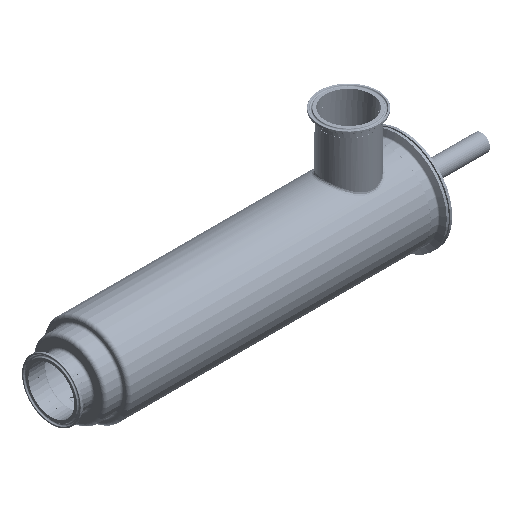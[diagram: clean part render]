
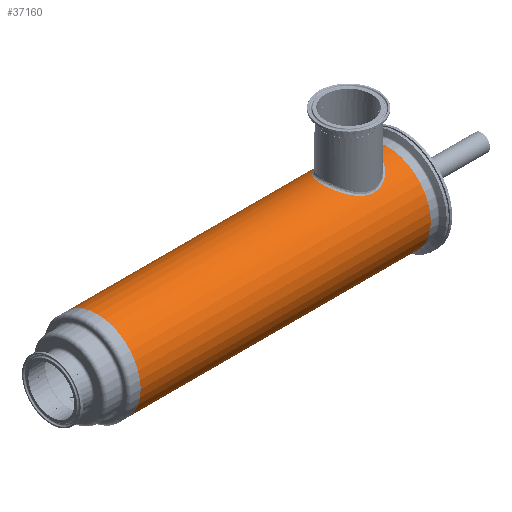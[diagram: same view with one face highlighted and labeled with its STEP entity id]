
A CAD part, isometric view. The second image highlights one B-rep face of the part: STEP entity #37160.
In plain terms, the highlighted cylindrical face has radius 57.15 mm (diameter 114.3 mm), a full revolution.
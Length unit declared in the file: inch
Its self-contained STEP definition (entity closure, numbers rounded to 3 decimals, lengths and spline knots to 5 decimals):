
#75=B_SPLINE_CURVE_WITH_KNOTS('',3,(#44314,#44315,#44316,#44317,#44318,
#44319,#44320,#44321,#44322,#44323,#44324,#44325,#44326,#44327,#44328,#44329,
#44330,#44331,#44332,#44333,#44334,#44335,#44336,#44337),.UNSPECIFIED.,
 .T.,.F.,(4,1,1,1,1,1,1,1,1,1,1,1,1,1,1,1,1,1,1,1,1,4),(-19.63715,
-18.93582,-18.2345,-16.83184,-15.89674,
-14.96164,-14.02654,-13.09143,-12.15633,
-11.22123,-10.28613,-9.35102,-8.41592,
-7.48082,-6.54572,-5.61061,-4.90929,
-4.20796,-2.80531,-1.40265,-0.70133,
0.),.UNSPECIFIED.);
#4579=LINE('',#44346,#5721);
#5721=VECTOR('',#40239,2.25);
#6860=CYLINDRICAL_SURFACE('',#38656,2.25);
#8015=FACE_BOUND('',#11493,.T.);
#10283=FACE_OUTER_BOUND('',#11492,.T.);
#11492=EDGE_LOOP('',(#25739,#25740,#25741,#25742));
#11493=EDGE_LOOP('',(#25743));
#14988=CIRCLE('',#38657,2.25);
#14989=CIRCLE('',#38658,2.25);
#15173=VERTEX_POINT('',#44282);
#15177=VERTEX_POINT('',#44343);
#15178=VERTEX_POINT('',#44345);
#19824=EDGE_CURVE('',#15173,#15173,#75,.T.);
#19827=EDGE_CURVE('',#15177,#15177,#14988,.T.);
#19828=EDGE_CURVE('',#15177,#15178,#4579,.T.);
#19829=EDGE_CURVE('',#15178,#15178,#14989,.T.);
#25739=ORIENTED_EDGE('',*,*,#19827,.F.);
#25740=ORIENTED_EDGE('',*,*,#19828,.T.);
#25741=ORIENTED_EDGE('',*,*,#19829,.F.);
#25742=ORIENTED_EDGE('',*,*,#19828,.F.);
#25743=ORIENTED_EDGE('',*,*,#19824,.F.);
#37160=ADVANCED_FACE('',(#10283,#8015),#6860,.T.);
#38656=AXIS2_PLACEMENT_3D('',#44342,#40235,#40236);
#38657=AXIS2_PLACEMENT_3D('',#44344,#40237,#40238);
#38658=AXIS2_PLACEMENT_3D('',#44347,#40240,#40241);
#40235=DIRECTION('center_axis',(0.,0.,1.));
#40236=DIRECTION('ref_axis',(-1.,0.,0.));
#40237=DIRECTION('center_axis',(0.,0.,
1.));
#40238=DIRECTION('ref_axis',(-1.,0.,0.));
#40239=DIRECTION('',(0.,0.,-1.));
#40240=DIRECTION('center_axis',(0.,0.,-1.));
#40241=DIRECTION('ref_axis',(-1.,0.,0.));
#44282=CARTESIAN_POINT('',(1.30263,1.83457,13.));
#44314=CARTESIAN_POINT('Ctrl Pts',(1.30263,1.83457,13.));
#44315=CARTESIAN_POINT('Ctrl Pts',(1.30263,1.83457,12.89458));
#44316=CARTESIAN_POINT('Ctrl Pts',(1.27941,1.85136,12.68386));
#44317=CARTESIAN_POINT('Ctrl Pts',(1.14665,1.94004,12.29375));
#44318=CARTESIAN_POINT('Ctrl Pts',(0.88472,2.08253,11.94871));
#44319=CARTESIAN_POINT('Ctrl Pts',(0.49309,2.20601,11.70479));
#44320=CARTESIAN_POINT('Ctrl Pts',(0.10199,2.25997,11.60716));
#44321=CARTESIAN_POINT('Ctrl Pts',(-0.30239,2.24127,
11.64042));
#44322=CARTESIAN_POINT('Ctrl Pts',(-0.66951,2.15767,
11.797));
#44323=CARTESIAN_POINT('Ctrl Pts',(-0.96918,2.03739,
12.05242));
#44324=CARTESIAN_POINT('Ctrl Pts',(-1.18696,1.91496,12.38637));
#44325=CARTESIAN_POINT('Ctrl Pts',(-1.30749,1.83136,12.78524));
#44326=CARTESIAN_POINT('Ctrl Pts',(-1.30764,1.83109,13.2148));
#44327=CARTESIAN_POINT('Ctrl Pts',(-1.18696,1.91503,13.6136));
#44328=CARTESIAN_POINT('Ctrl Pts',(-0.96916,2.03733,
13.94757));
#44329=CARTESIAN_POINT('Ctrl Pts',(-0.66956,2.1577,
14.203));
#44330=CARTESIAN_POINT('Ctrl Pts',(-0.3329,2.23427,
14.34644));
#44331=CARTESIAN_POINT('Ctrl Pts',(-0.00011,2.25674,
14.38725));
#44332=CARTESIAN_POINT('Ctrl Pts',(0.3999,2.22985,14.33829));
#44333=CARTESIAN_POINT('Ctrl Pts',(0.8451,2.10471,14.1044));
#44334=CARTESIAN_POINT('Ctrl Pts',(1.14642,1.93996,13.70624));
#44335=CARTESIAN_POINT('Ctrl Pts',(1.27949,1.85138,13.31614));
#44336=CARTESIAN_POINT('Ctrl Pts',(1.30263,1.83457,13.10542));
#44337=CARTESIAN_POINT('Ctrl Pts',(1.30263,1.83457,13.));
#44342=CARTESIAN_POINT('Origin',(0.,0.,0.));
#44343=CARTESIAN_POINT('',(2.25,0.,15.));
#44344=CARTESIAN_POINT('Origin',(0.,0.,15.));
#44345=CARTESIAN_POINT('',(2.25,0.,0.));
#44346=CARTESIAN_POINT('',(2.25,0.,0.));
#44347=CARTESIAN_POINT('Origin',(0.,0.,0.));
